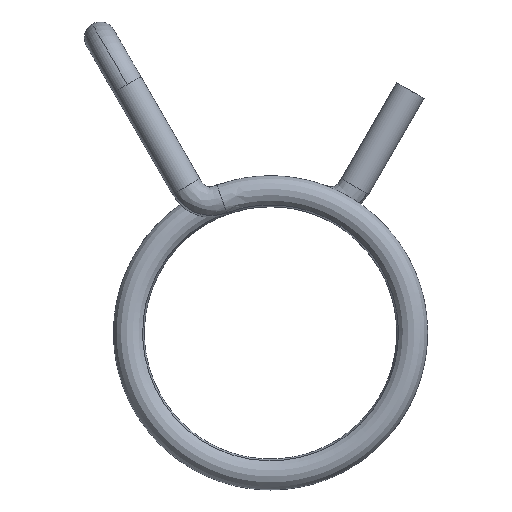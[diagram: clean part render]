
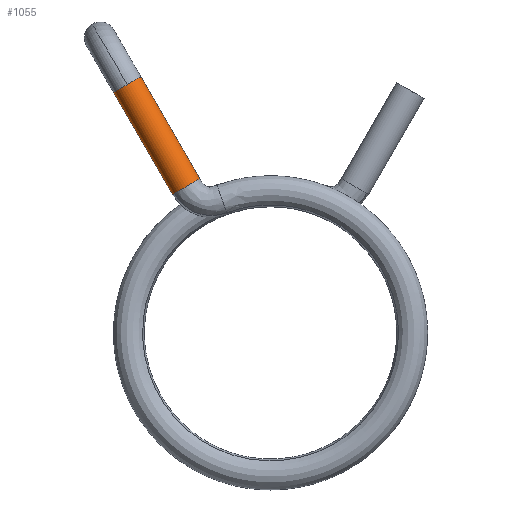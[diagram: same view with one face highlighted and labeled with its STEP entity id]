
A CAD part, top view. The second image highlights one B-rep face of the part: STEP entity #1055.
In plain terms, the highlighted cylindrical face has radius 0.9 mm (diameter 1.8 mm), a partial arc.
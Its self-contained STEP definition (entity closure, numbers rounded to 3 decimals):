
#687 = AXIS2_PLACEMENT_3D ( 'NONE', #7113, #3727, #2097 ) ;
#738 = CARTESIAN_POINT ( 'NONE',  ( -4.827, 8.36, 3.1 ) ) ;
#859 = CARTESIAN_POINT ( 'NONE',  ( -8.979, 13.753, 3.1 ) ) ;
#1055 = ADVANCED_FACE ( 'NONE', ( #4405 ), #3871, .T. ) ;
#1067 = CARTESIAN_POINT ( 'NONE',  ( -5.601, 7.913, 3.1 ) ) ;
#1169 = DIRECTION ( 'NONE',  ( 0.5, -0.866, 0. ) ) ;
#1262 = AXIS2_PLACEMENT_3D ( 'NONE', #6212, #6843, #1764 ) ;
#1324 = VERTEX_POINT ( 'NONE', #4317 ) ;
#1360 = CIRCLE ( 'NONE', #2297, 0.9 ) ;
#1397 = EDGE_CURVE ( 'NONE', #4467, #3674, #2537, .T. ) ;
#1523 = CIRCLE ( 'NONE', #7076, 0.9 ) ;
#1617 = EDGE_CURVE ( 'NONE', #3030, #3674, #3574, .T. ) ;
#1764 = DIRECTION ( 'NONE',  ( 0.75, 0.433, -0.5 ) ) ;
#1790 = CARTESIAN_POINT ( 'NONE',  ( -8.2, 14.203, 4. ) ) ;
#1997 = CARTESIAN_POINT ( 'NONE',  ( -5.502, 7.97, 3.55 ) ) ;
#2047 = CARTESIAN_POINT ( 'NONE',  ( -7.421, 14.653, 3.1 ) ) ;
#2080 = ORIENTED_EDGE ( 'NONE', *, *, #6713, .F. ) ;
#2097 = DIRECTION ( 'NONE',  ( 0.866, 0.5, 0. ) ) ;
#2297 = AXIS2_PLACEMENT_3D ( 'NONE', #6907, #5948, #5261 ) ;
#2427 = CARTESIAN_POINT ( 'NONE',  ( -8.979, 13.753, 3.1 ) ) ;
#2537 = CIRCLE ( 'NONE', #3500, 0.9 ) ;
#2541 = DIRECTION ( 'NONE',  ( 0.75, 0.433, -0.5 ) ) ;
#2845 = EDGE_CURVE ( 'NONE', #1324, #4630, #1523, .T. ) ;
#2991 = DIRECTION ( 'NONE',  ( 0.5, -0.866, 0. ) ) ;
#3030 = VERTEX_POINT ( 'NONE', #2427 ) ;
#3500 = AXIS2_PLACEMENT_3D ( 'NONE', #738, #2991, #2541 ) ;
#3574 = LINE ( 'NONE', #859, #4419 ) ;
#3674 = VERTEX_POINT ( 'NONE', #1067 ) ;
#3724 = LINE ( 'NONE', #2047, #3734 ) ;
#3727 = DIRECTION ( 'NONE',  ( 0.5, -0.866, 0. ) ) ;
#3734 = VECTOR ( 'NONE', #6344, 1000. ) ;
#3871 = CYLINDRICAL_SURFACE ( 'NONE', #687, 0.9 ) ;
#3931 = DIRECTION ( 'NONE',  ( 0.75, 0.433, -0.5 ) ) ;
#3957 = ORIENTED_EDGE ( 'NONE', *, *, #4939, .F. ) ;
#4317 = CARTESIAN_POINT ( 'NONE',  ( -7.421, 14.653, 3.1 ) ) ;
#4338 = CARTESIAN_POINT ( 'NONE',  ( -4.052, 8.807, 3.1 ) ) ;
#4405 = FACE_OUTER_BOUND ( 'NONE', #4713, .T. ) ;
#4419 = VECTOR ( 'NONE', #4719, 1000. ) ;
#4467 = VERTEX_POINT ( 'NONE', #1997 ) ;
#4590 = ORIENTED_EDGE ( 'NONE', *, *, #2845, .T. ) ;
#4630 = VERTEX_POINT ( 'NONE', #1790 ) ;
#4713 = EDGE_LOOP ( 'NONE', ( #4590, #6119, #7002, #6849, #2080, #3957 ) ) ;
#4719 = DIRECTION ( 'NONE',  ( 0.5, -0.866, 0. ) ) ;
#4939 = EDGE_CURVE ( 'NONE', #1324, #6751, #3724, .T. ) ;
#5139 = CARTESIAN_POINT ( 'NONE',  ( -8.2, 14.203, 3.1 ) ) ;
#5261 = DIRECTION ( 'NONE',  ( 0.75, 0.433, -0.5 ) ) ;
#5790 = CIRCLE ( 'NONE', #1262, 0.9 ) ;
#5932 = EDGE_CURVE ( 'NONE', #4630, #3030, #5790, .T. ) ;
#5948 = DIRECTION ( 'NONE',  ( 0.5, -0.866, 0. ) ) ;
#6119 = ORIENTED_EDGE ( 'NONE', *, *, #5932, .T. ) ;
#6212 = CARTESIAN_POINT ( 'NONE',  ( -8.2, 14.203, 3.1 ) ) ;
#6344 = DIRECTION ( 'NONE',  ( 0.5, -0.866, 0. ) ) ;
#6713 = EDGE_CURVE ( 'NONE', #6751, #4467, #1360, .T. ) ;
#6751 = VERTEX_POINT ( 'NONE', #4338 ) ;
#6843 = DIRECTION ( 'NONE',  ( 0.5, -0.866, 0. ) ) ;
#6849 = ORIENTED_EDGE ( 'NONE', *, *, #1397, .F. ) ;
#6907 = CARTESIAN_POINT ( 'NONE',  ( -4.827, 8.36, 3.1 ) ) ;
#7002 = ORIENTED_EDGE ( 'NONE', *, *, #1617, .T. ) ;
#7076 = AXIS2_PLACEMENT_3D ( 'NONE', #5139, #1169, #3931 ) ;
#7113 = CARTESIAN_POINT ( 'NONE',  ( -8.2, 14.203, 3.1 ) ) ;
